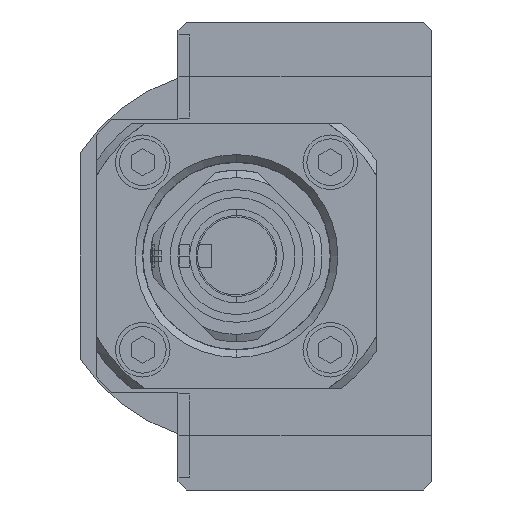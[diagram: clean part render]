
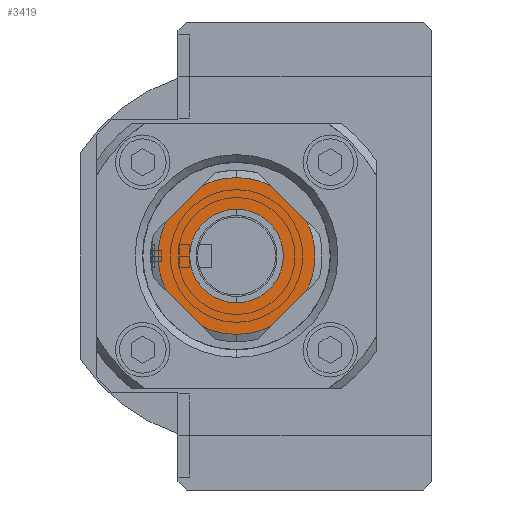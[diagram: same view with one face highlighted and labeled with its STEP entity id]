
A CAD part, left-side view. The second image highlights one B-rep face of the part: STEP entity #3419.
In plain terms, the highlighted face is planar.
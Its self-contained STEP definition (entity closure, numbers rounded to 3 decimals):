
#365 = VECTOR ( 'NONE', #6769, 1000. ) ;
#434 = EDGE_CURVE ( 'NONE', #6877, #2993, #8790, .T. ) ;
#478 = EDGE_CURVE ( 'NONE', #7289, #4181, #7638, .T. ) ;
#785 = ORIENTED_EDGE ( 'NONE', *, *, #6145, .T. ) ;
#993 = ORIENTED_EDGE ( 'NONE', *, *, #434, .F. ) ;
#1180 = VERTEX_POINT ( 'NONE', #4736 ) ;
#1282 = CARTESIAN_POINT ( 'NONE',  ( 0., 0., 9. ) ) ;
#1472 = EDGE_LOOP ( 'NONE', ( #785, #7667 ) ) ;
#1531 = ORIENTED_EDGE ( 'NONE', *, *, #3560, .F. ) ;
#1605 = DIRECTION ( 'NONE',  ( 0., 0., -1. ) ) ;
#1708 = CIRCLE ( 'NONE', #8004, 6. ) ;
#1723 = EDGE_CURVE ( 'NONE', #8511, #3417, #4642, .T. ) ;
#1799 = CARTESIAN_POINT ( 'NONE',  ( 0., 13.435, 9. ) ) ;
#1899 = VERTEX_POINT ( 'NONE', #3500 ) ;
#1902 = EDGE_CURVE ( 'NONE', #2003, #1899, #3546, .T. ) ;
#1906 = AXIS2_PLACEMENT_3D ( 'NONE', #4975, #1605, #7846 ) ;
#2003 = VERTEX_POINT ( 'NONE', #7203 ) ;
#2038 = CIRCLE ( 'NONE', #2185, 10.05 ) ;
#2115 = DIRECTION ( 'NONE',  ( 0.707, 0.707, 0. ) ) ;
#2141 = CARTESIAN_POINT ( 'NONE',  ( -9.036, -4.399, 9. ) ) ;
#2150 = DIRECTION ( 'NONE',  ( 0., 0., -1. ) ) ;
#2185 = AXIS2_PLACEMENT_3D ( 'NONE', #5896, #8572, #5753 ) ;
#2217 = CARTESIAN_POINT ( 'NONE',  ( -4.399, 9.036, 9. ) ) ;
#2253 = EDGE_LOOP ( 'NONE', ( #5507, #5680, #4098, #993, #4064, #4416, #7530, #1531, #4443 ) ) ;
#2410 = CARTESIAN_POINT ( 'NONE',  ( 0., 0., 9. ) ) ;
#2484 = DIRECTION ( 'NONE',  ( 0., 0., -1. ) ) ;
#2523 = EDGE_CURVE ( 'NONE', #6236, #2573, #1708, .T. ) ;
#2573 = VERTEX_POINT ( 'NONE', #5654 ) ;
#2607 = DIRECTION ( 'NONE',  ( 0.707, -0.707, 0. ) ) ;
#2789 = LINE ( 'NONE', #3984, #8014 ) ;
#2820 = CARTESIAN_POINT ( 'NONE',  ( -9.036, 4.399, 9. ) ) ;
#2864 = FACE_OUTER_BOUND ( 'NONE', #2253, .T. ) ;
#2993 = VERTEX_POINT ( 'NONE', #5059 ) ;
#3137 = DIRECTION ( 'NONE',  ( 0., 0., -1. ) ) ;
#3228 = DIRECTION ( 'NONE',  ( 0., 0., -1. ) ) ;
#3239 = DIRECTION ( 'NONE',  ( -0.707, -0.707, 0. ) ) ;
#3385 = PLANE ( 'NONE',  #7013 ) ;
#3417 = VERTEX_POINT ( 'NONE', #6362 ) ;
#3419 = ADVANCED_FACE ( 'NONE', ( #2864, #8452 ), #3385, .F. ) ;
#3469 = DIRECTION ( 'NONE',  ( 0., 0., -1. ) ) ;
#3500 = CARTESIAN_POINT ( 'NONE',  ( 9.036, -4.399, 9. ) ) ;
#3518 = CARTESIAN_POINT ( 'NONE',  ( 0., 0., 9. ) ) ;
#3546 = LINE ( 'NONE', #8383, #7858 ) ;
#3560 = EDGE_CURVE ( 'NONE', #8511, #1899, #2038, .T. ) ;
#3671 = VECTOR ( 'NONE', #3239, 1000. ) ;
#3760 = CIRCLE ( 'NONE', #4942, 6. ) ;
#3816 = CIRCLE ( 'NONE', #5581, 10.05 ) ;
#3960 = CARTESIAN_POINT ( 'NONE',  ( 13.435, 0., 9. ) ) ;
#3984 = CARTESIAN_POINT ( 'NONE',  ( -13.435, 0., 9. ) ) ;
#4064 = ORIENTED_EDGE ( 'NONE', *, *, #8355, .T. ) ;
#4098 = ORIENTED_EDGE ( 'NONE', *, *, #7634, .F. ) ;
#4109 = DIRECTION ( 'NONE',  ( 0., -1., 0. ) ) ;
#4167 = CARTESIAN_POINT ( 'NONE',  ( -6., 0., 9. ) ) ;
#4181 = VERTEX_POINT ( 'NONE', #2820 ) ;
#4213 = DIRECTION ( 'NONE',  ( -1., 0., 0. ) ) ;
#4416 = ORIENTED_EDGE ( 'NONE', *, *, #5202, .F. ) ;
#4443 = ORIENTED_EDGE ( 'NONE', *, *, #1723, .T. ) ;
#4642 = LINE ( 'NONE', #3960, #365 ) ;
#4736 = CARTESIAN_POINT ( 'NONE',  ( -4.399, -9.036, 9. ) ) ;
#4863 = EDGE_CURVE ( 'NONE', #7289, #3417, #6613, .T. ) ;
#4942 = AXIS2_PLACEMENT_3D ( 'NONE', #8072, #2484, #8707 ) ;
#4975 = CARTESIAN_POINT ( 'NONE',  ( 0., 0., 9. ) ) ;
#5059 = CARTESIAN_POINT ( 'NONE',  ( -10.05, 0., 9. ) ) ;
#5202 = EDGE_CURVE ( 'NONE', #2003, #1180, #3816, .T. ) ;
#5231 = AXIS2_PLACEMENT_3D ( 'NONE', #1282, #6901, #6208 ) ;
#5507 = ORIENTED_EDGE ( 'NONE', *, *, #4863, .F. ) ;
#5581 = AXIS2_PLACEMENT_3D ( 'NONE', #7021, #2150, #4213 ) ;
#5585 = AXIS2_PLACEMENT_3D ( 'NONE', #2410, #3137, #8592 ) ;
#5654 = CARTESIAN_POINT ( 'NONE',  ( 6., 0., 9. ) ) ;
#5680 = ORIENTED_EDGE ( 'NONE', *, *, #478, .T. ) ;
#5753 = DIRECTION ( 'NONE',  ( -1., 0., 0. ) ) ;
#5896 = CARTESIAN_POINT ( 'NONE',  ( 0., 0., 9. ) ) ;
#6145 = EDGE_CURVE ( 'NONE', #2573, #6236, #3760, .T. ) ;
#6208 = DIRECTION ( 'NONE',  ( -1., 0., 0. ) ) ;
#6236 = VERTEX_POINT ( 'NONE', #4167 ) ;
#6362 = CARTESIAN_POINT ( 'NONE',  ( 4.399, 9.036, 9. ) ) ;
#6613 = CIRCLE ( 'NONE', #1906, 10.05 ) ;
#6726 = CARTESIAN_POINT ( 'NONE',  ( 0., 0., 9. ) ) ;
#6769 = DIRECTION ( 'NONE',  ( -0.707, 0.707, 0. ) ) ;
#6877 = VERTEX_POINT ( 'NONE', #2141 ) ;
#6901 = DIRECTION ( 'NONE',  ( 0., 0., -1. ) ) ;
#7013 = AXIS2_PLACEMENT_3D ( 'NONE', #3518, #3469, #4109 ) ;
#7021 = CARTESIAN_POINT ( 'NONE',  ( 0., 0., 9. ) ) ;
#7203 = CARTESIAN_POINT ( 'NONE',  ( 4.399, -9.036, 9. ) ) ;
#7289 = VERTEX_POINT ( 'NONE', #2217 ) ;
#7371 = CARTESIAN_POINT ( 'NONE',  ( 9.036, 4.399, 9. ) ) ;
#7530 = ORIENTED_EDGE ( 'NONE', *, *, #1902, .T. ) ;
#7634 = EDGE_CURVE ( 'NONE', #2993, #4181, #8433, .T. ) ;
#7638 = LINE ( 'NONE', #1799, #3671 ) ;
#7667 = ORIENTED_EDGE ( 'NONE', *, *, #2523, .T. ) ;
#7846 = DIRECTION ( 'NONE',  ( -1., 0., 0. ) ) ;
#7858 = VECTOR ( 'NONE', #2115, 1000. ) ;
#8004 = AXIS2_PLACEMENT_3D ( 'NONE', #6726, #3228, #8813 ) ;
#8014 = VECTOR ( 'NONE', #2607, 1000. ) ;
#8072 = CARTESIAN_POINT ( 'NONE',  ( 0., 0., 9. ) ) ;
#8355 = EDGE_CURVE ( 'NONE', #6877, #1180, #2789, .T. ) ;
#8383 = CARTESIAN_POINT ( 'NONE',  ( 0., -13.435, 9. ) ) ;
#8433 = CIRCLE ( 'NONE', #5231, 10.05 ) ;
#8452 = FACE_BOUND ( 'NONE', #1472, .T. ) ;
#8511 = VERTEX_POINT ( 'NONE', #7371 ) ;
#8572 = DIRECTION ( 'NONE',  ( 0., 0., -1. ) ) ;
#8592 = DIRECTION ( 'NONE',  ( -1., 0., 0. ) ) ;
#8707 = DIRECTION ( 'NONE',  ( -1., 0., 0. ) ) ;
#8790 = CIRCLE ( 'NONE', #5585, 10.05 ) ;
#8813 = DIRECTION ( 'NONE',  ( -1., 0., 0. ) ) ;
